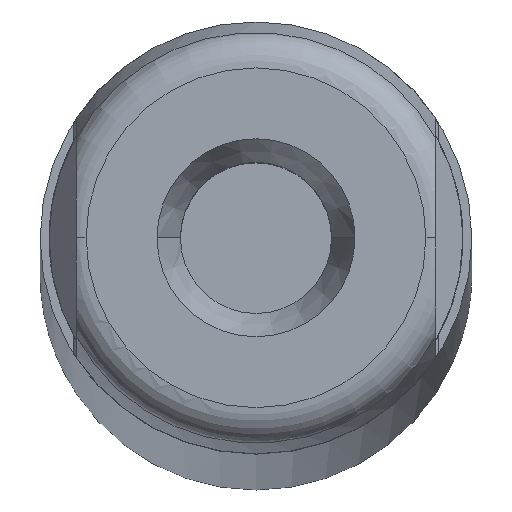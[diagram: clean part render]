
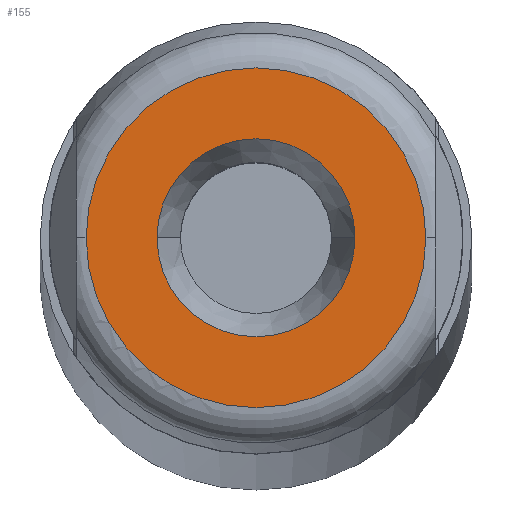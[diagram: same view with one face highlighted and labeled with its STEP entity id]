
A CAD part, top view. The second image highlights one B-rep face of the part: STEP entity #155.
In plain terms, the highlighted planar face has unit normal (0, 0, 1).
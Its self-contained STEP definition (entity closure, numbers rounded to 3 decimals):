
#46 = VERTEX_POINT ( 'NONE', #556 ) ;
#59 = ORIENTED_EDGE ( 'NONE', *, *, #282, .F. ) ;
#64 = EDGE_CURVE ( 'NONE', #271, #46, #776, .T. ) ;
#65 = EDGE_CURVE ( 'NONE', #135, #168, #786, .T. ) ;
#135 = VERTEX_POINT ( 'NONE', #1171 ) ;
#155 = ADVANCED_FACE ( 'NONE', ( #690, #691 ), #692, .F. ) ;
#168 = VERTEX_POINT ( 'NONE', #833 ) ;
#228 = ORIENTED_EDGE ( 'NONE', *, *, #65, .F. ) ;
#271 = VERTEX_POINT ( 'NONE', #566 ) ;
#277 = EDGE_CURVE ( 'NONE', #46, #271, #623, .T. ) ;
#280 = ORIENTED_EDGE ( 'NONE', *, *, #277, .T. ) ;
#281 = ORIENTED_EDGE ( 'NONE', *, *, #64, .T. ) ;
#282 = EDGE_CURVE ( 'NONE', #168, #135, #661, .T. ) ;
#556 = CARTESIAN_POINT ( 'NONE',  ( -4.72, 0., 0. ) ) ;
#566 = CARTESIAN_POINT ( 'NONE',  ( 4.72, 0., 0. ) ) ;
#612 = EDGE_LOOP ( 'NONE', ( #228, #59 ) ) ;
#623 = CIRCLE ( 'NONE', #624, 4.72 ) ;
#624 = AXIS2_PLACEMENT_3D ( 'NONE', #625, #626, #627 ) ;
#625 = CARTESIAN_POINT ( 'NONE',  ( 0., 0., 0. ) ) ;
#626 = DIRECTION ( 'NONE',  ( 0., 0., 1. ) ) ;
#627 = DIRECTION ( 'NONE',  ( 1., 0., 0. ) ) ;
#661 = CIRCLE ( 'NONE', #662, 2.75 ) ;
#662 = AXIS2_PLACEMENT_3D ( 'NONE', #663, #665, #666 ) ;
#663 = CARTESIAN_POINT ( 'NONE',  ( 0., 0., 0. ) ) ;
#665 = DIRECTION ( 'NONE',  ( 0., 0., 1. ) ) ;
#666 = DIRECTION ( 'NONE',  ( 1., 0., 0. ) ) ;
#690 = FACE_BOUND ( 'NONE', #612, .T. ) ;
#691 = FACE_OUTER_BOUND ( 'NONE', #1199, .T. ) ;
#692 = PLANE ( 'NONE',  #693 ) ;
#693 = AXIS2_PLACEMENT_3D ( 'NONE', #694, #695, #696 ) ;
#694 = CARTESIAN_POINT ( 'NONE',  ( 0., 0., 0. ) ) ;
#695 = DIRECTION ( 'NONE',  ( 0., 0., -1. ) ) ;
#696 = DIRECTION ( 'NONE',  ( -1., 0., 0. ) ) ;
#776 = CIRCLE ( 'NONE', #777, 4.72 ) ;
#777 = AXIS2_PLACEMENT_3D ( 'NONE', #778, #779, #780 ) ;
#778 = CARTESIAN_POINT ( 'NONE',  ( 0., 0., 0. ) ) ;
#779 = DIRECTION ( 'NONE',  ( 0., 0., 1. ) ) ;
#780 = DIRECTION ( 'NONE',  ( 1., 0., 0. ) ) ;
#786 = CIRCLE ( 'NONE', #787, 2.75 ) ;
#787 = AXIS2_PLACEMENT_3D ( 'NONE', #788, #789, #790 ) ;
#788 = CARTESIAN_POINT ( 'NONE',  ( 0., 0., 0. ) ) ;
#789 = DIRECTION ( 'NONE',  ( 0., 0., 1. ) ) ;
#790 = DIRECTION ( 'NONE',  ( 1., 0., 0. ) ) ;
#833 = CARTESIAN_POINT ( 'NONE',  ( -2.75, 0., 0. ) ) ;
#1171 = CARTESIAN_POINT ( 'NONE',  ( 2.75, 0., 0. ) ) ;
#1199 = EDGE_LOOP ( 'NONE', ( #281, #280 ) ) ;
